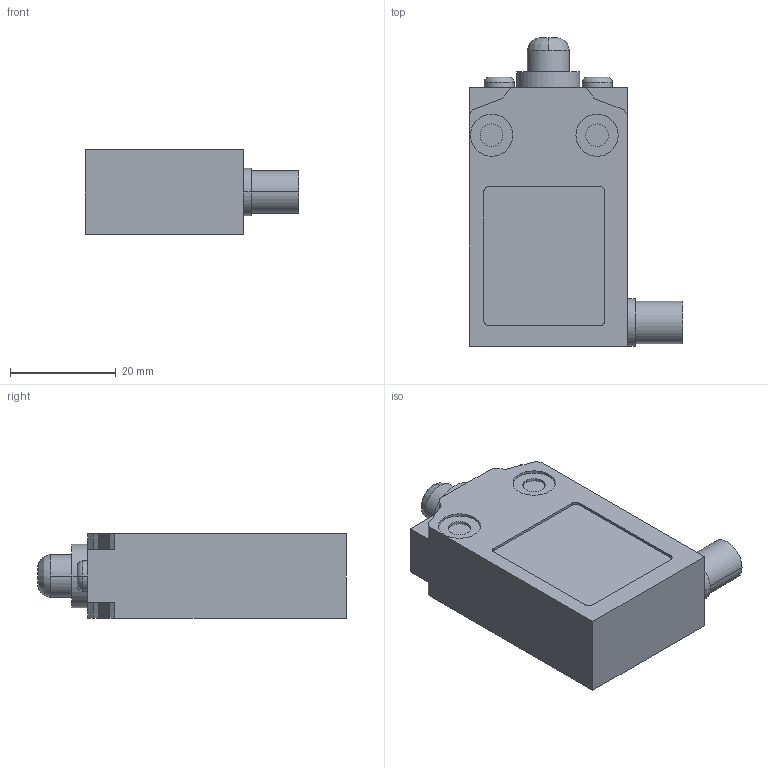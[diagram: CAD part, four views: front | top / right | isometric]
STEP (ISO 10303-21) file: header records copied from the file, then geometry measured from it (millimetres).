
FILE_DESCRIPTION((''),'2;1');
FILE_NAME('3d_KPA1S11.stp','2012-10-03T08:05:31',(''),(''),'Mechanical Desktop 2011','Mechanical Desktop 2011',', , ');
FILE_SCHEMA(('CONFIG_CONTROL_DESIGN'));
Length unit declared in the file: millimetre
Products named in the file (1): Product
Bounding box: 40.5 x 58.5 x 16 mm (x, y, z)
Volume: 24165.3 mm3; surface area: 6743.5 mm2
Topology: 7 solids, 7 shells, 81 faces, 189 edges, 127 vertices
Faces by surface type: plane 49, cylinder 22, bspline 8, torus 2
Entity records: 2605 total; most frequent: CARTESIAN_POINT 614, DIRECTION 406, ORIENTED_EDGE 378, EDGE_CURVE 189, AXIS2_PLACEMENT_3D 143, VERTEX_POINT 127, VECTOR 120, LINE 120
